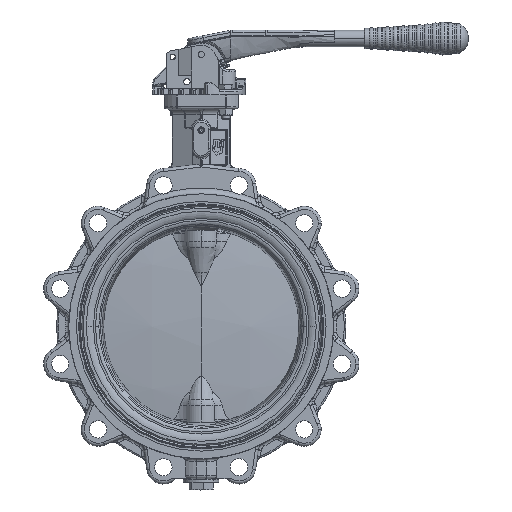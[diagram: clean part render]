
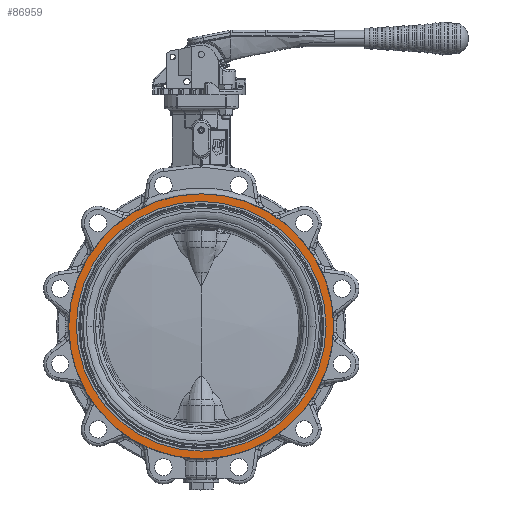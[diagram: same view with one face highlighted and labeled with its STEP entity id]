
A CAD part, top view. The second image highlights one B-rep face of the part: STEP entity #86959.
In plain terms, the highlighted planar face has unit normal (0, 0, 1).
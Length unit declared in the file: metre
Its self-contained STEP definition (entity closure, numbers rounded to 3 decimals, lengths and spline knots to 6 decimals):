
#1077 = EDGE_CURVE ( 'NONE', #42979, #65225, #83651, .T. ) ;
#1880 = VERTEX_POINT ( 'NONE', #16829 ) ;
#3476 = DIRECTION ( 'NONE',  ( 0., 0., -1. ) ) ;
#4841 = EDGE_CURVE ( 'NONE', #46391, #42979, #48128, .T. ) ;
#5111 = ORIENTED_EDGE ( 'NONE', *, *, #1077, .T. ) ;
#6227 = ORIENTED_EDGE ( 'NONE', *, *, #84420, .T. ) ;
#7451 = CARTESIAN_POINT ( 'NONE',  ( 0., 0., 0.03 ) ) ;
#12046 = CIRCLE ( 'NONE', #13719, 0.12625 ) ;
#12943 = DIRECTION ( 'NONE',  ( 0., 0., 1. ) ) ;
#13719 = AXIS2_PLACEMENT_3D ( 'NONE', #20871, #90057, #52143 ) ;
#15004 = EDGE_LOOP ( 'NONE', ( #63540, #6227 ) ) ;
#15661 = ORIENTED_EDGE ( 'NONE', *, *, #4841, .T. ) ;
#16829 = CARTESIAN_POINT ( 'NONE',  ( 0.12625, 0., 0.03 ) ) ;
#19270 = EDGE_CURVE ( 'NONE', #65225, #75951, #31074, .T. ) ;
#20374 = CIRCLE ( 'NONE', #25314, 0.134 ) ;
#20871 = CARTESIAN_POINT ( 'NONE',  ( 0., 0., 0.03 ) ) ;
#21061 = CARTESIAN_POINT ( 'NONE',  ( -0.005227, -0.133898, 0.03 ) ) ;
#24728 = VERTEX_POINT ( 'NONE', #68550 ) ;
#25314 = AXIS2_PLACEMENT_3D ( 'NONE', #38505, #77434, #54377 ) ;
#26738 = CARTESIAN_POINT ( 'NONE',  ( -0.005303, -0.133895, 0.03 ) ) ;
#28821 = FACE_OUTER_BOUND ( 'NONE', #99514, .T. ) ;
#30032 = AXIS2_PLACEMENT_3D ( 'NONE', #91318, #12943, #52397 ) ;
#30835 = CARTESIAN_POINT ( 'NONE',  ( 0.005151, -0.133901, 0.03 ) ) ;
#31074 = CIRCLE ( 'NONE', #57289, 0.134 ) ;
#38505 = CARTESIAN_POINT ( 'NONE',  ( 0., 0., 0.03 ) ) ;
#39985 = AXIS2_PLACEMENT_3D ( 'NONE', #7451, #53059, #61262 ) ;
#41133 = CARTESIAN_POINT ( 'NONE',  ( -0.00538, -0.133892, 0.03 ) ) ;
#41814 = B_SPLINE_CURVE_WITH_KNOTS ( 'NONE', 3,
 ( #57060, #81100, #87805, #79601 ),
 .UNSPECIFIED., .F., .F.,
 ( 4, 4 ),
 ( 0.000003, 0.000232 ),
 .UNSPECIFIED. ) ;
#42979 = VERTEX_POINT ( 'NONE', #52759 ) ;
#43920 = DIRECTION ( 'NONE',  ( 1., 0., 0. ) ) ;
#46391 = VERTEX_POINT ( 'NONE', #82244 ) ;
#48128 = CIRCLE ( 'NONE', #39985, 0.134 ) ;
#50183 = AXIS2_PLACEMENT_3D ( 'NONE', #98173, #3476, #43920 ) ;
#51859 = CIRCLE ( 'NONE', #50183, 0.12625 ) ;
#52111 = ORIENTED_EDGE ( 'NONE', *, *, #80005, .T. ) ;
#52143 = DIRECTION ( 'NONE',  ( 1., 0., 0. ) ) ;
#52212 = ORIENTED_EDGE ( 'NONE', *, *, #57515, .T. ) ;
#52397 = DIRECTION ( 'NONE',  ( 1., 0., 0. ) ) ;
#52609 = VERTEX_POINT ( 'NONE', #30835 ) ;
#52759 = CARTESIAN_POINT ( 'NONE',  ( 0.134, 0., 0.03 ) ) ;
#53059 = DIRECTION ( 'NONE',  ( 0., 0., 1. ) ) ;
#54377 = DIRECTION ( 'NONE',  ( -1., 0., 0. ) ) ;
#55413 = DIRECTION ( 'NONE',  ( 0., 0., 1. ) ) ;
#56836 = CARTESIAN_POINT ( 'NONE',  ( -0.134, 0., 0.03 ) ) ;
#57060 = CARTESIAN_POINT ( 'NONE',  ( 0.005151, -0.133901, 0.03 ) ) ;
#57289 = AXIS2_PLACEMENT_3D ( 'NONE', #94313, #55413, #94822 ) ;
#57515 = EDGE_CURVE ( 'NONE', #52609, #46391, #41814, .T. ) ;
#59029 = CARTESIAN_POINT ( 'NONE',  ( -0.005151, -0.133901, 0.03 ) ) ;
#59889 = VERTEX_POINT ( 'NONE', #67284 ) ;
#60097 = PLANE ( 'NONE',  #30032 ) ;
#61262 = DIRECTION ( 'NONE',  ( 1., 0., 0. ) ) ;
#63540 = ORIENTED_EDGE ( 'NONE', *, *, #69480, .T. ) ;
#65225 = VERTEX_POINT ( 'NONE', #56836 ) ;
#66775 = FACE_BOUND ( 'NONE', #15004, .T. ) ;
#67284 = CARTESIAN_POINT ( 'NONE',  ( -0.005151, -0.133901, 0.03 ) ) ;
#68550 = CARTESIAN_POINT ( 'NONE',  ( -0.12625, 0., 0.03 ) ) ;
#69480 = EDGE_CURVE ( 'NONE', #1880, #24728, #51859, .T. ) ;
#75951 = VERTEX_POINT ( 'NONE', #41133 ) ;
#77434 = DIRECTION ( 'NONE',  ( 0., 0., 1. ) ) ;
#79601 = CARTESIAN_POINT ( 'NONE',  ( 0.00538, -0.133892, 0.03 ) ) ;
#79624 = ORIENTED_EDGE ( 'NONE', *, *, #19270, .T. ) ;
#80005 = EDGE_CURVE ( 'NONE', #75951, #59889, #82321, .T. ) ;
#81100 = CARTESIAN_POINT ( 'NONE',  ( 0.005227, -0.133898, 0.03 ) ) ;
#82244 = CARTESIAN_POINT ( 'NONE',  ( 0.00538, -0.133892, 0.03 ) ) ;
#82321 = B_SPLINE_CURVE_WITH_KNOTS ( 'NONE', 3,
 ( #97911, #26738, #21061, #59029 ),
 .UNSPECIFIED., .F., .F.,
 ( 4, 4 ),
 ( 0., 0.000229 ),
 .UNSPECIFIED. ) ;
#83651 = CIRCLE ( 'NONE', #96715, 0.134 ) ;
#84420 = EDGE_CURVE ( 'NONE', #24728, #1880, #12046, .T. ) ;
#85558 = EDGE_CURVE ( 'NONE', #59889, #52609, #20374, .T. ) ;
#86226 = CARTESIAN_POINT ( 'NONE',  ( 0., 0., 0.03 ) ) ;
#86744 = DIRECTION ( 'NONE',  ( 0., 0., 1. ) ) ;
#86959 = ADVANCED_FACE ( 'NONE', ( #28821, #66775 ), #60097, .T. ) ;
#87805 = CARTESIAN_POINT ( 'NONE',  ( 0.005303, -0.133895, 0.03 ) ) ;
#90057 = DIRECTION ( 'NONE',  ( 0., 0., -1. ) ) ;
#91318 = CARTESIAN_POINT ( 'NONE',  ( 0.122153, 0., 0.03 ) ) ;
#93677 = ORIENTED_EDGE ( 'NONE', *, *, #85558, .T. ) ;
#94313 = CARTESIAN_POINT ( 'NONE',  ( 0., 0., 0.03 ) ) ;
#94822 = DIRECTION ( 'NONE',  ( 1., 0., 0. ) ) ;
#94917 = DIRECTION ( 'NONE',  ( 1., 0., 0. ) ) ;
#96715 = AXIS2_PLACEMENT_3D ( 'NONE', #86226, #86744, #94917 ) ;
#97911 = CARTESIAN_POINT ( 'NONE',  ( -0.00538, -0.133892, 0.03 ) ) ;
#98173 = CARTESIAN_POINT ( 'NONE',  ( 0., 0., 0.03 ) ) ;
#99514 = EDGE_LOOP ( 'NONE', ( #52111, #93677, #52212, #15661, #5111, #79624 ) ) ;
